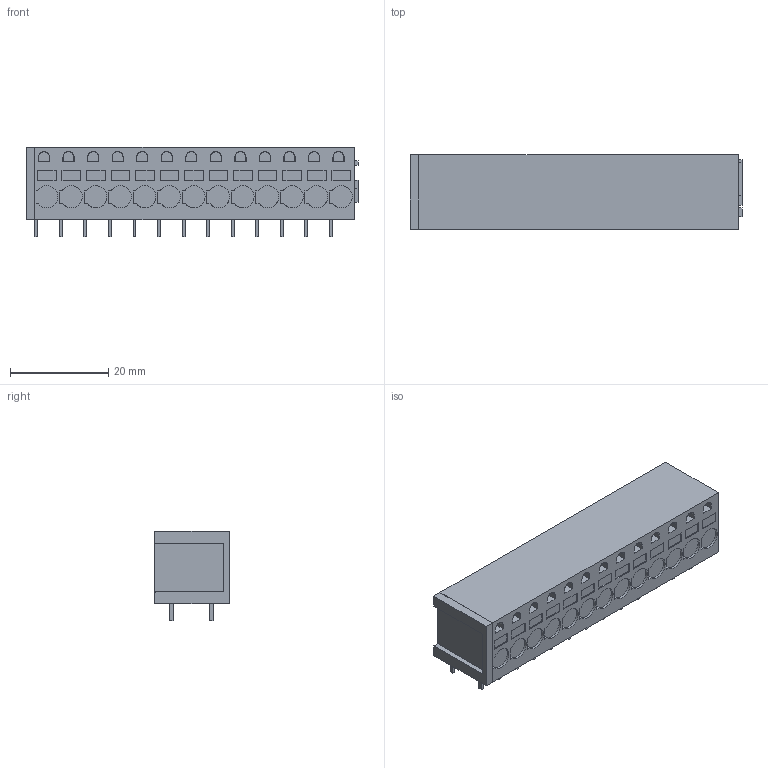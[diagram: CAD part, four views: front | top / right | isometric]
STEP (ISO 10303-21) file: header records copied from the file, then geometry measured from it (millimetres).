
FILE_DESCRIPTION(('CATIA V5 STEP Exchange','CAx-IF Rec.Pracs.--- Model Styling and Organization---1.4--- 2014-01-23'),'2;1');
FILE_NAME ('275564-3_1_1425410000_1425410000.stp','2022-08-10T10:09:08+00:00',('none'),('Weidmueller'),'CATIA Version 5-6 Release 2016 SP3 HF44','CATIA V5 STEP AP214','none');
FILE_SCHEMA(('AUTOMOTIVE_DESIGN { 1 0 10303 214 1 1 1 1 }'));
Length unit declared in the file: millimetre
Products named in the file (1): 1425410000
Bounding box: 67.63 x 15.2 x 18.3 mm (x, y, z)
Volume: 14682.9 mm3; surface area: 5976.6 mm2
Topology: 27 solids, 79 shells, 854 faces, 1958 edges, 1305 vertices
Faces by surface type: plane 673, cylinder 90, cone 39, bspline 26, extrusion 13, torus 13
Entity records: 25570 total; most frequent: CARTESIAN_POINT 7377, ORIENTED_EDGE 3916, DIRECTION 3056, EDGE_CURVE 1958, VECTOR 1531, LINE 1518, VERTEX_POINT 1305, EDGE_LOOP 907
